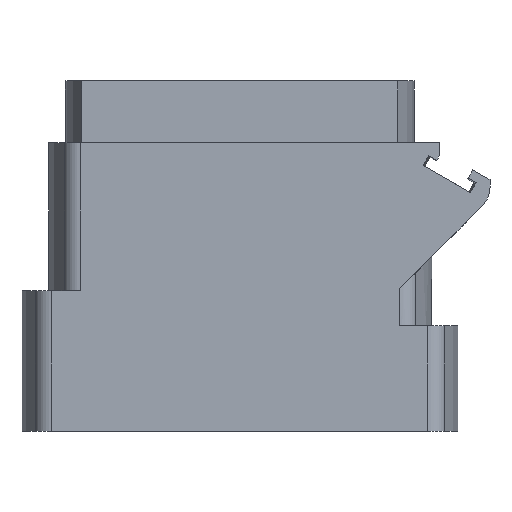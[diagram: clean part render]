
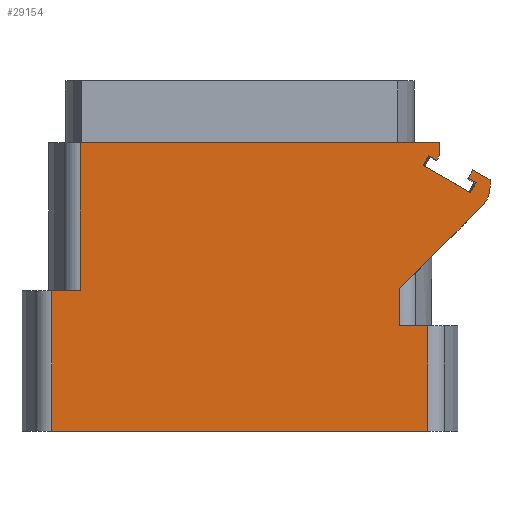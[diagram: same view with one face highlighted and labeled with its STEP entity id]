
A CAD part, front view. The second image highlights one B-rep face of the part: STEP entity #29154.
In plain terms, the highlighted planar face has unit normal (0, -1, 0).
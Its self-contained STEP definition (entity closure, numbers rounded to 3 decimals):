
#16=DIRECTION('',(1.,0.,0.));
#17=VECTOR('',#16,21.35);
#18=CARTESIAN_POINT('',(-10.675,-5.,0.));
#19=LINE('',#18,#17);
#173=DIRECTION('',(-1.,0.,0.));
#174=VECTOR('',#173,1.619);
#175=CARTESIAN_POINT('',(10.675,-5.,6.));
#176=LINE('',#175,#174);
#190=DIRECTION('',(0.,0.,-1.));
#191=VECTOR('',#190,8.4);
#192=CARTESIAN_POINT('',(-9.056,-5.,16.4));
#193=LINE('',#192,#191);
#194=DIRECTION('',(0.,0.,-1.));
#195=VECTOR('',#194,0.696);
#196=CARTESIAN_POINT('',(11.355,-5.,16.4));
#197=LINE('',#196,#195);
#198=DIRECTION('',(-0.5,0.,-0.866));
#199=VECTOR('',#198,0.35);
#200=CARTESIAN_POINT('',(11.355,-5.,15.704));
#201=LINE('',#200,#199);
#202=DIRECTION('',(0.866,0.,-0.5));
#203=VECTOR('',#202,0.525);
#204=CARTESIAN_POINT('',(10.725,-5.,15.663));
#205=LINE('',#204,#203);
#206=DIRECTION('',(0.866,0.,-0.5));
#207=VECTOR('',#206,3.1);
#208=CARTESIAN_POINT('',(10.4,-5.,15.1));
#209=LINE('',#208,#207);
#210=DIRECTION('',(0.866,0.,-0.5));
#211=VECTOR('',#210,0.525);
#212=CARTESIAN_POINT('',(12.955,-5.,14.375));
#213=LINE('',#212,#211);
#214=DIRECTION('',(0.5,0.,0.866));
#215=VECTOR('',#214,0.55);
#216=CARTESIAN_POINT('',(12.955,-5.,14.375));
#217=LINE('',#216,#215);
#218=DIRECTION('',(0.866,0.,-0.5));
#219=VECTOR('',#218,1.12);
#220=CARTESIAN_POINT('',(13.23,-5.,14.852));
#221=LINE('',#220,#219);
#222=CARTESIAN_POINT('',(12.7,-5.,13.872));
#223=DIRECTION('',(0.,-1.,0.));
#224=DIRECTION('',(0.707,0.,-0.707));
#225=AXIS2_PLACEMENT_3D('',#222,#223,#224);
#227=DIRECTION('',(0.,0.,1.));
#228=VECTOR('',#227,2.107);
#229=CARTESIAN_POINT('',(9.056,-5.,6.));
#230=LINE('',#229,#228);
#231=DIRECTION('',(0.,0.,1.));
#232=VECTOR('',#231,6.);
#233=CARTESIAN_POINT('',(10.675,-5.,0.));
#234=LINE('',#233,#232);
#235=DIRECTION('',(0.,0.,-1.));
#236=VECTOR('',#235,8.);
#237=CARTESIAN_POINT('',(-10.675,-5.,8.));
#238=LINE('',#237,#236);
#261=DIRECTION('',(-1.,0.,0.));
#262=VECTOR('',#261,1.619);
#263=CARTESIAN_POINT('',(-9.056,-5.,8.));
#264=LINE('',#263,#262);
#303=DIRECTION('',(1.,0.,0.));
#304=VECTOR('',#303,20.411);
#305=CARTESIAN_POINT('',(-9.056,-5.,16.4));
#306=LINE('',#305,#304);
#349=DIRECTION('',(0.5,0.,0.866));
#350=VECTOR('',#349,0.65);
#351=CARTESIAN_POINT('',(10.4,-5.,15.1));
#352=LINE('',#351,#350);
#397=DIRECTION('',(0.,0.,1.));
#398=VECTOR('',#397,0.419);
#399=CARTESIAN_POINT('',(14.2,-5.,13.872));
#400=LINE('',#399,#398);
#433=DIRECTION('',(0.707,0.,0.707));
#434=VECTOR('',#433,6.653);
#435=CARTESIAN_POINT('',(9.056,-5.,8.107));
#436=LINE('',#435,#434);
#453=DIRECTION('',(-0.5,0.,-0.866));
#454=VECTOR('',#453,0.65);
#455=CARTESIAN_POINT('',(13.41,-5.,14.113));
#456=LINE('',#455,#454);
#24982=CARTESIAN_POINT('',(11.355,-5.,16.4));
#24984=VERTEX_POINT('',#24982);
#24992=CARTESIAN_POINT('',(13.23,-5.,14.852));
#24993=CARTESIAN_POINT('',(14.2,-5.,14.292));
#24994=VERTEX_POINT('',#24992);
#24995=VERTEX_POINT('',#24993);
#24996=CARTESIAN_POINT('',(11.355,-5.,15.704));
#24997=VERTEX_POINT('',#24996);
#24998=CARTESIAN_POINT('',(10.4,-5.,15.1));
#25000=VERTEX_POINT('',#24998);
#25008=CARTESIAN_POINT('',(13.085,-5.,13.55));
#25009=VERTEX_POINT('',#25008);
#25010=CARTESIAN_POINT('',(10.725,-5.,15.663));
#25011=CARTESIAN_POINT('',(11.18,-5.,15.4));
#25012=VERTEX_POINT('',#25010);
#25013=VERTEX_POINT('',#25011);
#25014=CARTESIAN_POINT('',(12.955,-5.,14.375));
#25015=CARTESIAN_POINT('',(13.41,-5.,14.113));
#25016=VERTEX_POINT('',#25014);
#25017=VERTEX_POINT('',#25015);
#25038=CARTESIAN_POINT('',(-9.056,-5.,16.4));
#25039=VERTEX_POINT('',#25038);
#25040=CARTESIAN_POINT('',(-9.056,-5.,8.));
#25041=VERTEX_POINT('',#25040);
#25046=CARTESIAN_POINT('',(9.056,-5.,6.));
#25047=CARTESIAN_POINT('',(9.056,-5.,8.107));
#25048=VERTEX_POINT('',#25046);
#25049=VERTEX_POINT('',#25047);
#25074=CARTESIAN_POINT('',(-10.675,-5.,0.));
#25076=VERTEX_POINT('',#25074);
#25080=CARTESIAN_POINT('',(-10.675,-5.,8.));
#25081=VERTEX_POINT('',#25080);
#25082=CARTESIAN_POINT('',(10.675,-5.,6.));
#25084=VERTEX_POINT('',#25082);
#25088=CARTESIAN_POINT('',(10.675,-5.,0.));
#25089=VERTEX_POINT('',#25088);
#25102=CARTESIAN_POINT('',(13.761,-5.,12.812));
#25103=VERTEX_POINT('',#25102);
#25104=CARTESIAN_POINT('',(14.2,-5.,13.872));
#25105=VERTEX_POINT('',#25104);
#29111=CARTESIAN_POINT('',(-11.347,-5.,0.));
#29112=DIRECTION('',(0.,-1.,0.));
#29113=DIRECTION('',(1.,0.,0.));
#29114=AXIS2_PLACEMENT_3D('',#29111,#29112,#29113);
#29115=PLANE('',#29114);
#29117=ORIENTED_EDGE('',*,*,#29116,.F.);
#29119=ORIENTED_EDGE('',*,*,#29118,.T.);
#29121=ORIENTED_EDGE('',*,*,#29120,.T.);
#29123=ORIENTED_EDGE('',*,*,#29122,.T.);
#29125=ORIENTED_EDGE('',*,*,#29124,.F.);
#29127=ORIENTED_EDGE('',*,*,#29126,.F.);
#29129=ORIENTED_EDGE('',*,*,#29128,.T.);
#29131=ORIENTED_EDGE('',*,*,#29130,.F.);
#29133=ORIENTED_EDGE('',*,*,#29132,.F.);
#29135=ORIENTED_EDGE('',*,*,#29134,.T.);
#29137=ORIENTED_EDGE('',*,*,#29136,.T.);
#29139=ORIENTED_EDGE('',*,*,#29138,.F.);
#29141=ORIENTED_EDGE('',*,*,#29140,.F.);
#29143=ORIENTED_EDGE('',*,*,#29142,.F.);
#29144=ORIENTED_EDGE('',*,*,#29045,.F.);
#29145=ORIENTED_EDGE('',*,*,#29066,.F.);
#29146=ORIENTED_EDGE('',*,*,#29106,.F.);
#29147=ORIENTED_EDGE('',*,*,#28933,.F.);
#29149=ORIENTED_EDGE('',*,*,#29148,.F.);
#29151=ORIENTED_EDGE('',*,*,#29150,.F.);
#29152=EDGE_LOOP('',(#29117,#29119,#29121,#29123,#29125,#29127,#29129,#29131,
#29133,#29135,#29137,#29139,#29141,#29143,#29144,#29145,#29146,#29147,#29149,
#29151));
#29153=FACE_OUTER_BOUND('',#29152,.F.);
#29154=ADVANCED_FACE('',(#29153),#29115,.T.);
#226=CIRCLE('',#225,1.5);
#28933=EDGE_CURVE('',#25076,#25089,#19,.T.);
#29045=EDGE_CURVE('',#25048,#25049,#230,.T.);
#29066=EDGE_CURVE('',#25084,#25048,#176,.T.);
#29106=EDGE_CURVE('',#25089,#25084,#234,.T.);
#29116=EDGE_CURVE('',#25039,#25041,#193,.T.);
#29118=EDGE_CURVE('',#25039,#24984,#306,.T.);
#29120=EDGE_CURVE('',#24984,#24997,#197,.T.);
#29122=EDGE_CURVE('',#24997,#25013,#201,.T.);
#29124=EDGE_CURVE('',#25012,#25013,#205,.T.);
#29126=EDGE_CURVE('',#25000,#25012,#352,.T.);
#29128=EDGE_CURVE('',#25000,#25009,#209,.T.);
#29130=EDGE_CURVE('',#25017,#25009,#456,.T.);
#29132=EDGE_CURVE('',#25016,#25017,#213,.T.);
#29134=EDGE_CURVE('',#25016,#24994,#217,.T.);
#29136=EDGE_CURVE('',#24994,#24995,#221,.T.);
#29138=EDGE_CURVE('',#25105,#24995,#400,.T.);
#29140=EDGE_CURVE('',#25103,#25105,#226,.T.);
#29142=EDGE_CURVE('',#25049,#25103,#436,.T.);
#29148=EDGE_CURVE('',#25081,#25076,#238,.T.);
#29150=EDGE_CURVE('',#25041,#25081,#264,.T.);
